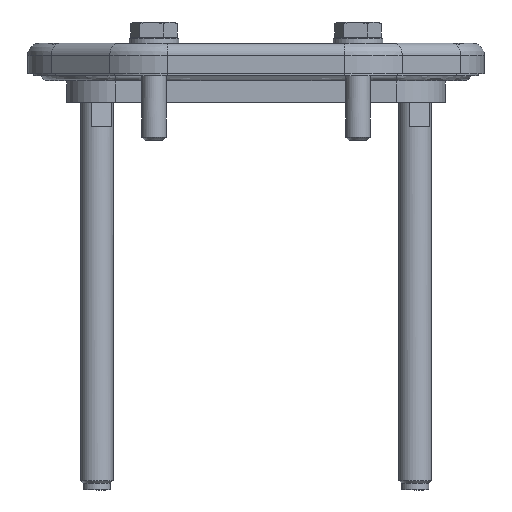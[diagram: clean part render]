
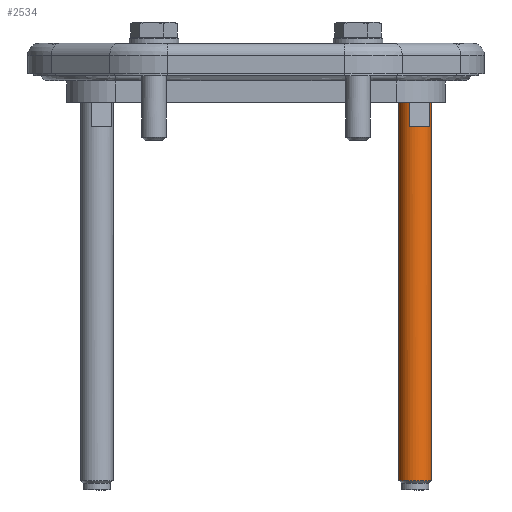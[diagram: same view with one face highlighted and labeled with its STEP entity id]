
A CAD part, left-side view. The second image highlights one B-rep face of the part: STEP entity #2534.
In plain terms, the highlighted cylindrical face has radius 4 mm (diameter 8 mm), a full revolution.
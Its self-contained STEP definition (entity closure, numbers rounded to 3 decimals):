
#1903=CYLINDRICAL_SURFACE('',#10113,4.);
#2534=ADVANCED_FACE('',(#3024,#3025),#1903,.T.);
#3024=FACE_BOUND('',#3496,.T.);
#3025=FACE_BOUND('',#3497,.T.);
#3496=EDGE_LOOP('',(#5053,#5054,#5055,#5056,#5057,#5058,#5059,#5060,#5061));
#3497=EDGE_LOOP('',(#5062));
#5053=ORIENTED_EDGE('',*,*,#6951,.T.);
#5054=ORIENTED_EDGE('',*,*,#6952,.T.);
#5055=ORIENTED_EDGE('',*,*,#6283,.T.);
#5056=ORIENTED_EDGE('',*,*,#6950,.T.);
#5057=ORIENTED_EDGE('',*,*,#6953,.T.);
#5058=ORIENTED_EDGE('',*,*,#6948,.T.);
#5059=ORIENTED_EDGE('',*,*,#6285,.T.);
#5060=ORIENTED_EDGE('',*,*,#6954,.T.);
#5061=ORIENTED_EDGE('',*,*,#6955,.T.);
#5062=ORIENTED_EDGE('',*,*,#6956,.T.);
#5633=VERTEX_POINT('',#12577);
#5634=VERTEX_POINT('',#12578);
#5635=VERTEX_POINT('',#12580);
#5636=VERTEX_POINT('',#12582);
#6075=VERTEX_POINT('',#15768);
#6076=VERTEX_POINT('',#15770);
#6077=VERTEX_POINT('',#15774);
#6078=VERTEX_POINT('',#15775);
#6079=VERTEX_POINT('',#15779);
#6080=VERTEX_POINT('',#15782);
#6283=EDGE_CURVE('',#5633,#5634,#7348,.T.);
#6285=EDGE_CURVE('',#5636,#5635,#7349,.T.);
#6948=EDGE_CURVE('',#6075,#5636,#8447,.T.);
#6950=EDGE_CURVE('',#5634,#6076,#8449,.T.);
#6951=EDGE_CURVE('',#6077,#6078,#7530,.T.);
#6952=EDGE_CURVE('',#6078,#5633,#8450,.T.);
#6953=EDGE_CURVE('',#6076,#6075,#7531,.T.);
#6954=EDGE_CURVE('',#5635,#6079,#8451,.T.);
#6955=EDGE_CURVE('',#6079,#6077,#7532,.T.);
#6956=EDGE_CURVE('',#6080,#6080,#7533,.T.);
#7348=CIRCLE('',#9680,4.);
#7349=CIRCLE('',#9681,4.);
#7530=CIRCLE('',#10109,4.);
#7531=CIRCLE('',#10110,4.);
#7532=CIRCLE('',#10111,4.);
#7533=CIRCLE('',#10112,4.);
#8447=LINE('',#15767,#9069);
#8449=LINE('',#15771,#9071);
#8450=LINE('',#15776,#9072);
#8451=LINE('',#15778,#9073);
#9069=VECTOR('',#11796,1.);
#9071=VECTOR('',#11798,1.);
#9072=VECTOR('',#11803,1.);
#9073=VECTOR('',#11806,1.);
#9680=AXIS2_PLACEMENT_3D('',#12576,#10495,#10496);
#9681=AXIS2_PLACEMENT_3D('',#12581,#10498,#10499);
#10109=AXIS2_PLACEMENT_3D('',#15773,#11801,#11802);
#10110=AXIS2_PLACEMENT_3D('',#15777,#11804,#11805);
#10111=AXIS2_PLACEMENT_3D('',#15780,#11807,#11808);
#10112=AXIS2_PLACEMENT_3D('',#15781,#11809,#11810);
#10113=AXIS2_PLACEMENT_3D('',#15783,#11811,#11812);
#10495=DIRECTION('',(0.,0.,-1.));
#10496=DIRECTION('',(0.946,-0.324,0.));
#10498=DIRECTION('',(0.,0.,-1.));
#10499=DIRECTION('',(-0.946,0.324,0.));
#11796=DIRECTION('',(0.,0.,1.));
#11798=DIRECTION('',(0.,0.,-1.));
#11801=DIRECTION('',(0.,0.,-1.));
#11802=DIRECTION('',(0.924,0.383,0.));
#11803=DIRECTION('',(0.,0.,1.));
#11804=DIRECTION('',(0.,0.,-1.));
#11805=DIRECTION('',(-0.439,-0.898,0.));
#11806=DIRECTION('',(0.,0.,-1.));
#11807=DIRECTION('',(0.,0.,-1.));
#11808=DIRECTION('',(0.439,0.898,0.));
#11809=DIRECTION('',(0.,0.,1.));
#11810=DIRECTION('',(0.924,0.383,0.));
#11811=DIRECTION('',(0.,0.,1.));
#11812=DIRECTION('',(0.924,0.383,0.));
#12576=CARTESIAN_POINT('',(-61.,-39.,-6.5));
#12577=CARTESIAN_POINT('',(-57.215,-40.295,-6.5));
#12578=CARTESIAN_POINT('',(-62.758,-42.593,-6.5));
#12580=CARTESIAN_POINT('',(-59.242,-35.407,-6.5));
#12581=CARTESIAN_POINT('',(-61.,-39.,-6.5));
#12582=CARTESIAN_POINT('',(-64.785,-37.705,-6.5));
#15767=CARTESIAN_POINT('',(-64.785,-37.705,-12.5));
#15768=CARTESIAN_POINT('',(-64.785,-37.705,-12.5));
#15770=CARTESIAN_POINT('',(-62.758,-42.593,-12.5));
#15771=CARTESIAN_POINT('',(-62.758,-42.593,-6.5));
#15773=CARTESIAN_POINT('',(-61.,-39.,-12.5));
#15774=CARTESIAN_POINT('',(-57.305,-37.468,-12.5));
#15775=CARTESIAN_POINT('',(-57.215,-40.295,-12.5));
#15776=CARTESIAN_POINT('',(-57.215,-40.295,-12.5));
#15777=CARTESIAN_POINT('',(-61.,-39.,-12.5));
#15778=CARTESIAN_POINT('',(-59.242,-35.407,-6.5));
#15779=CARTESIAN_POINT('',(-59.242,-35.407,-12.5));
#15780=CARTESIAN_POINT('',(-61.,-39.,-12.5));
#15781=CARTESIAN_POINT('',(-61.,-39.,-99.2));
#15782=CARTESIAN_POINT('',(-57.305,-37.468,-99.2));
#15783=CARTESIAN_POINT('',(-61.,-39.,-101.5));
